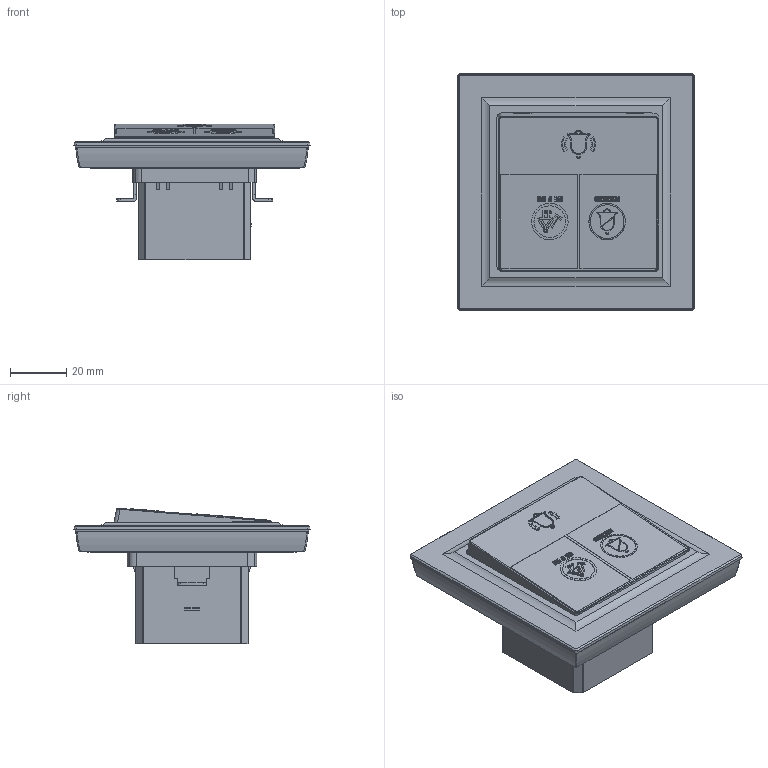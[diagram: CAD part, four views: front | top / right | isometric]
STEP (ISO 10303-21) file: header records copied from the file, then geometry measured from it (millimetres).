
FILE_DESCRIPTION (( 'STEP AP214' ), '1' );
FILE_NAME ('BRITE Êíîïêà çâîíêà ñ èíä. îòåë..STEP', '2025-04-07T14:24:35', ( '' ), ( '' ), 'SwSTEP 2.0', 'SolidWorks 2022', '' );
FILE_SCHEMA (( 'AUTOMOTIVE_DESIGN' ));
Length unit declared in the file: millimetre
Products named in the file (1): BRITE Кнопка звонка с инд. отел.
Bounding box: 84.1 x 84.1 x 48.27 mm (x, y, z)
Volume: 131227.6 mm3; surface area: 32679.7 mm2
Topology: 1 solids, 3 shells, 1097 faces, 3006 edges, 1994 vertices
Faces by surface type: plane 705, cylinder 237, bspline 135, cone 12, torus 8
Entity records: 38253 total; most frequent: CARTESIAN_POINT 10436, ORIENTED_EDGE 6012, DIRECTION 4925, EDGE_CURVE 3006, LINE 2205, VECTOR 2205, VERTEX_POINT 1994, AXIS2_PLACEMENT_3D 1360
